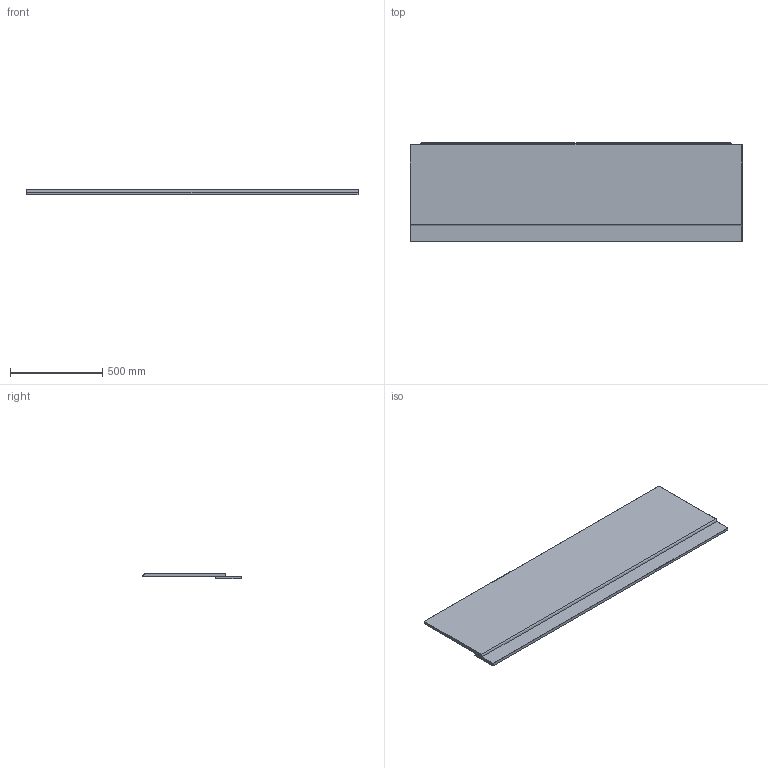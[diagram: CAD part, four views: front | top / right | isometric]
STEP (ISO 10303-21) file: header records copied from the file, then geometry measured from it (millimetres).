
FILE_DESCRIPTION (( 'STEP AP214' ), '1' );
FILE_NAME ('BP180_v10921.STEP', '2021-09-22T08:58:33', ( '' ), ( '' ), 'SwSTEP 2.0', 'SolidWorks 2019', '' );
FILE_SCHEMA (( 'AUTOMOTIVE_DESIGN' ));
Length unit declared in the file: millimetre
Products named in the file (3): BP180_v10921; Inpress BP_v20621_1800; Inpress BP Plinth_V20621_1800
Assembly tree (2 placements, depth 2):
  BP180_v10921
    Inpress BP Plinth_V20621_1800
    Inpress BP_v20621_1800
Bounding box: 1800 x 534.72 x 31 mm (x, y, z)
Volume: 16276952.8 mm3; surface area: 2241236.6 mm2
Topology: 2 solids, 2 shells, 70 faces, 157 edges, 80 vertices
Faces by surface type: cylinder 31, plane 19, sphere 17, bspline 3
Entity records: 1960 total; most frequent: CARTESIAN_POINT 373, DIRECTION 335, ORIENTED_EDGE 292, EDGE_CURVE 146, AXIS2_PLACEMENT_3D 128, VERTEX_POINT 80, VECTOR 79, LINE 79
